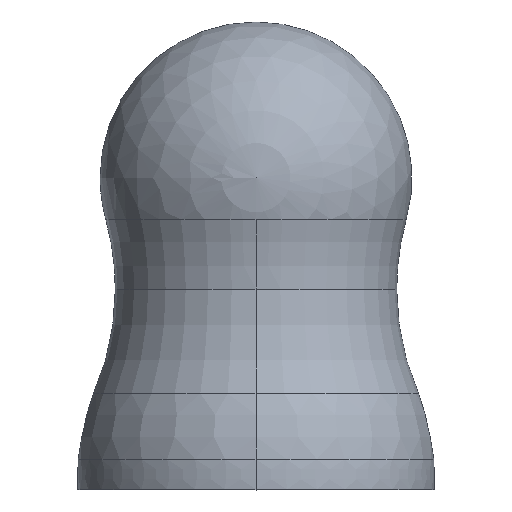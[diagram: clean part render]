
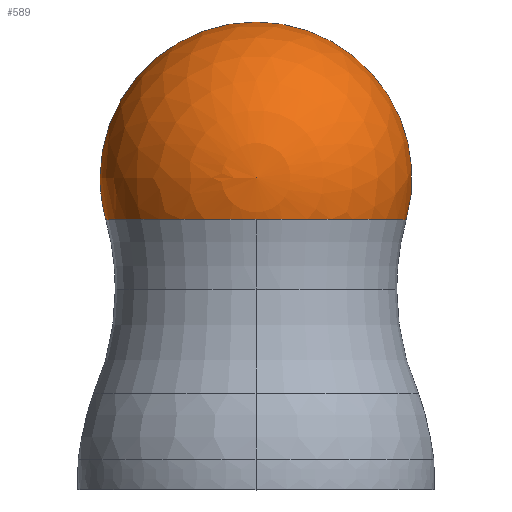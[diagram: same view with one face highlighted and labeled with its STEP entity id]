
A CAD part, top view. The second image highlights one B-rep face of the part: STEP entity #589.
In plain terms, the highlighted spherical face has radius 30000 mm.
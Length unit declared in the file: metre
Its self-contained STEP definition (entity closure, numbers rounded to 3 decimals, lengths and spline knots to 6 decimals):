
#1 = EDGE_CURVE ( 'NONE', #33, #288, #322, .T. ) ;
#33 = VERTEX_POINT ( 'NONE', #431 ) ;
#37 = CARTESIAN_POINT ( 'NONE',  ( 0., -8.038015, 0. ) ) ;
#96 = CARTESIAN_POINT ( 'NONE',  ( -28.90312, -8.038015, 0. ) ) ;
#133 = CARTESIAN_POINT ( 'NONE',  ( 0., 0., 0. ) ) ;
#139 = DIRECTION ( 'NONE',  ( 1., 0., 0. ) ) ;
#142 = CARTESIAN_POINT ( 'NONE',  ( 0., 0., 0. ) ) ;
#155 = EDGE_CURVE ( 'NONE', #222, #33, #205, .T. ) ;
#179 = EDGE_CURVE ( 'NONE', #547, #288, #513, .T. ) ;
#191 = DIRECTION ( 'NONE',  ( 0., -1., 0. ) ) ;
#192 = EDGE_CURVE ( 'NONE', #547, #222, #398, .T. ) ;
#200 = DIRECTION ( 'NONE',  ( 0., 0., -1. ) ) ;
#202 = AXIS2_PLACEMENT_3D ( 'NONE', #37, #191, #409 ) ;
#205 = CIRCLE ( 'NONE', #202, 28.90312 ) ;
#210 = DIRECTION ( 'NONE',  ( 0., -1., 0. ) ) ;
#222 = VERTEX_POINT ( 'NONE', #643 ) ;
#244 = ORIENTED_EDGE ( 'NONE', *, *, #155, .F. ) ;
#288 = VERTEX_POINT ( 'NONE', #96 ) ;
#297 = ORIENTED_EDGE ( 'NONE', *, *, #192, .F. ) ;
#299 = CARTESIAN_POINT ( 'NONE',  ( 0., 0., 0. ) ) ;
#322 = CIRCLE ( 'NONE', #506, 28.90312 ) ;
#346 = DIRECTION ( 'NONE',  ( -1., 0., 0. ) ) ;
#362 = DIRECTION ( 'NONE',  ( 0., 0., 1. ) ) ;
#398 = CIRCLE ( 'NONE', #524, 30. ) ;
#406 = ORIENTED_EDGE ( 'NONE', *, *, #1, .F. ) ;
#409 = DIRECTION ( 'NONE',  ( 0., 0., -1. ) ) ;
#412 = FACE_OUTER_BOUND ( 'NONE', #442, .T. ) ;
#431 = CARTESIAN_POINT ( 'NONE',  ( 0., -8.038015, 28.90312 ) ) ;
#442 = EDGE_LOOP ( 'NONE', ( #297, #530, #406, #244 ) ) ;
#452 = DIRECTION ( 'NONE',  ( 0., 0., -1. ) ) ;
#503 = AXIS2_PLACEMENT_3D ( 'NONE', #299, #452, #346 ) ;
#506 = AXIS2_PLACEMENT_3D ( 'NONE', #558, #210, #611 ) ;
#513 = CIRCLE ( 'NONE', #514, 30. ) ;
#514 = AXIS2_PLACEMENT_3D ( 'NONE', #142, #362, #139 ) ;
#524 = AXIS2_PLACEMENT_3D ( 'NONE', #133, #200, #648 ) ;
#530 = ORIENTED_EDGE ( 'NONE', *, *, #179, .T. ) ;
#547 = VERTEX_POINT ( 'NONE', #586 ) ;
#558 = CARTESIAN_POINT ( 'NONE',  ( 0., -8.038015, 0. ) ) ;
#586 = CARTESIAN_POINT ( 'NONE',  ( 0., 30., 0. ) ) ;
#589 = ADVANCED_FACE ( 'NONE', ( #412 ), #610, .T. ) ;
#610 = SPHERICAL_SURFACE ( 'NONE', #503, 30. ) ;
#611 = DIRECTION ( 'NONE',  ( 0., 0., -1. ) ) ;
#643 = CARTESIAN_POINT ( 'NONE',  ( 28.90312, -8.038015, 0. ) ) ;
#648 = DIRECTION ( 'NONE',  ( -1., 0., 0. ) ) ;
